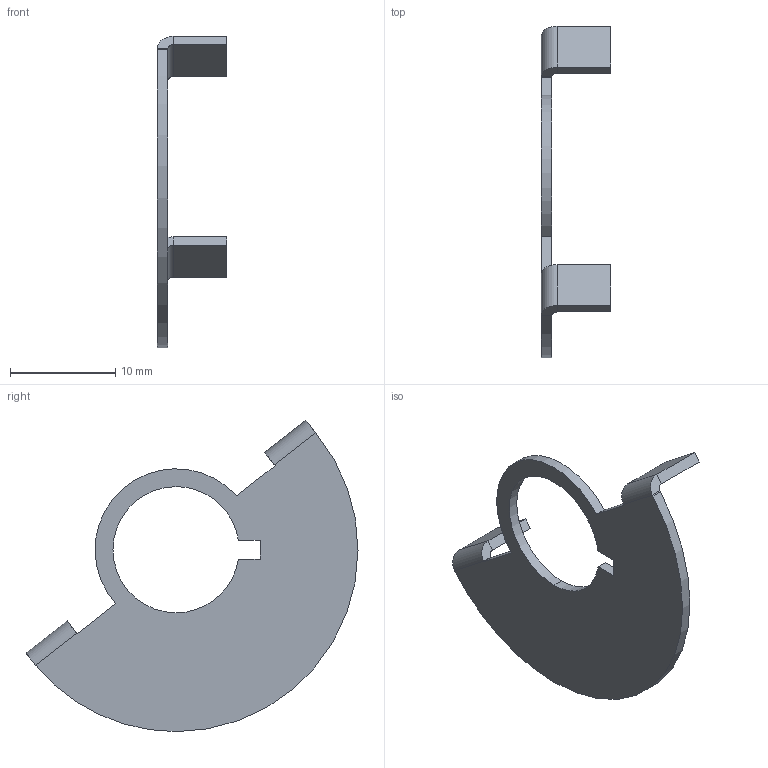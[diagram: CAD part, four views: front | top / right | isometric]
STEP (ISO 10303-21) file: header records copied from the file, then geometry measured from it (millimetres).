
FILE_DESCRIPTION (( 'STEP AP214' ), '1' );
FILE_NAME ('Drum - Stopping Flange.STEP', '2025-07-06T08:35:02', ( '' ), ( '' ), 'SwSTEP 2.0', 'SolidWorks 2025', '' );
FILE_SCHEMA (( 'AUTOMOTIVE_DESIGN' ));
Length unit declared in the file: millimetre
Products named in the file (1): Drum - Stopping Flange
Bounding box: 6.6 x 31.57 x 29.6 mm (x, y, z)
Volume: 513.3 mm3; surface area: 1193.3 mm2
Topology: 1 solids, 1 shells, 35 faces, 83 edges, 50 vertices
Faces by surface type: plane 25, cylinder 10
Entity records: 1027 total; most frequent: DIRECTION 175, CARTESIAN_POINT 169, ORIENTED_EDGE 166, EDGE_CURVE 83, LINE 63, VECTOR 63, AXIS2_PLACEMENT_3D 56, VERTEX_POINT 50
